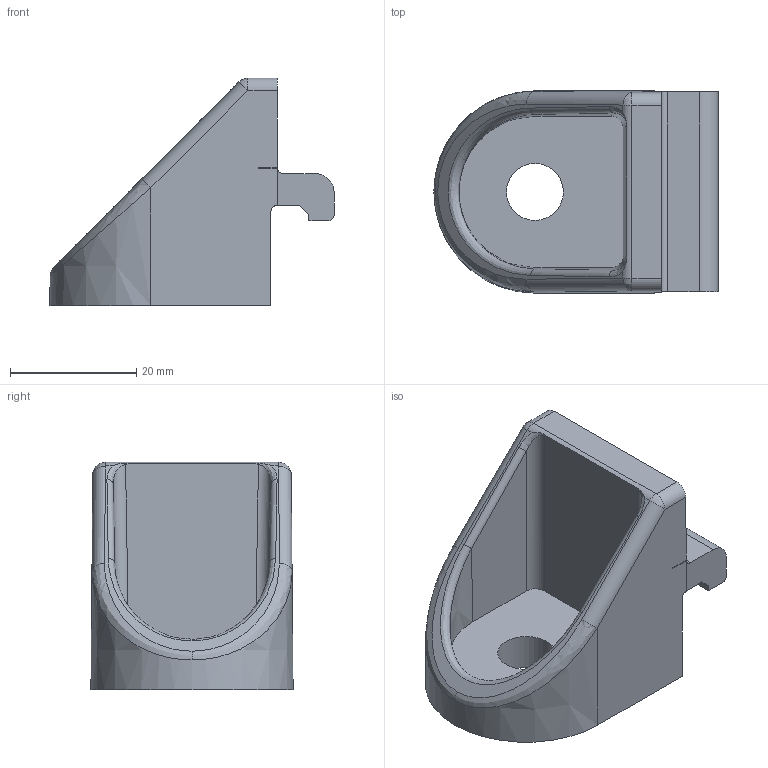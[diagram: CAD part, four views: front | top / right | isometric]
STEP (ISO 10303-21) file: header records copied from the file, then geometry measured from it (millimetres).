
FILE_DESCRIPTION (( 'STEP AP214' ), '1' );
FILE_NAME ('7128440', '2019-01-30T08:48:57', ( '' ), ('JUGARD+KÜNSTNER GmbH'), 'SwSTEP 2.0', 'SolidWorks 2017', '' );
FILE_SCHEMA (( 'AUTOMOTIVE_DESIGN' ));
Length unit declared in the file: millimetre
Products named in the file (1): 7128440
Bounding box: 45 x 32 x 36 mm (x, y, z)
Volume: 15899.2 mm3; surface area: 7298.7 mm2
Topology: 1 solids, 1 shells, 47 faces, 121 edges, 76 vertices
Faces by surface type: plane 23, cylinder 15, bspline 7, cone 2
Entity records: 2100 total; most frequent: CARTESIAN_POINT 969, ORIENTED_EDGE 242, DIRECTION 210, EDGE_CURVE 121, VERTEX_POINT 76, VECTOR 74, LINE 74, AXIS2_PLACEMENT_3D 68
